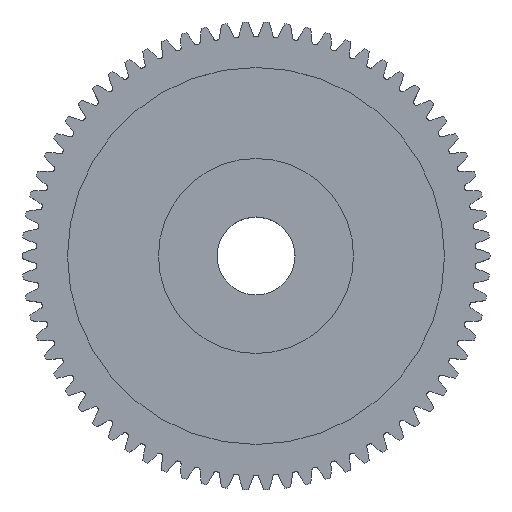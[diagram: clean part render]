
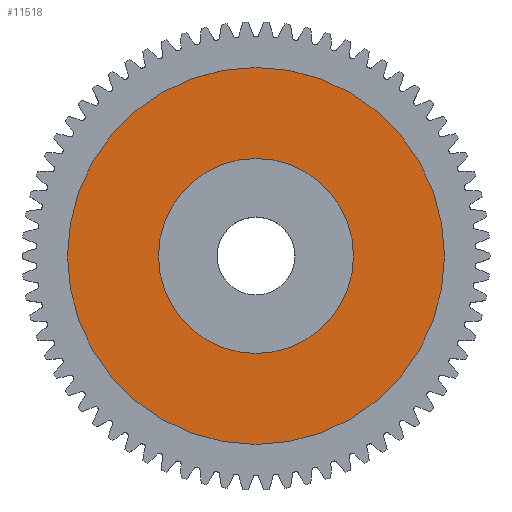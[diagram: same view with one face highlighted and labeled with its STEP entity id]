
A CAD part, top view. The second image highlights one B-rep face of the part: STEP entity #11518.
In plain terms, the highlighted planar face has unit normal (0, 0, 1).
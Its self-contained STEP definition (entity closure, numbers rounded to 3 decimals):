
#3407 = DIRECTION ( 'NONE',  ( -1., 0., 0. ) ) ;
#3408 = DIRECTION ( 'NONE',  ( 0., 0., -1. ) ) ;
#3409 = CARTESIAN_POINT ( 'NONE',  ( 0., 0., 2.5 ) ) ;
#3410 = AXIS2_PLACEMENT_3D ( 'NONE', #3409, #3408, #3407 ) ;
#3411 = CIRCLE ( 'NONE', #3410, 14.5 ) ;
#3465 = DIRECTION ( 'NONE',  ( -1., 0., 0. ) ) ;
#3466 = DIRECTION ( 'NONE',  ( 0., 0., -1. ) ) ;
#3467 = AXIS2_PLACEMENT_3D ( 'NONE', #3550, #3466, #3465 ) ;
#3472 = CIRCLE ( 'NONE', #3467, 7.5 ) ;
#3478 = DIRECTION ( 'NONE',  ( -1., 0., 0. ) ) ;
#3543 = DIRECTION ( 'NONE',  ( 0., 0., -1. ) ) ;
#3544 = CARTESIAN_POINT ( 'NONE',  ( 0., 0., 2.5 ) ) ;
#3545 = AXIS2_PLACEMENT_3D ( 'NONE', #3544, #3543, #3478 ) ;
#3550 = CARTESIAN_POINT ( 'NONE',  ( 0., 0., 2.5 ) ) ;
#3552 = FACE_OUTER_BOUND ( 'NONE', #11521, .T. ) ;
#3558 = PLANE ( 'NONE',  #3545 ) ;
#3565 = FACE_BOUND ( 'NONE', #11609, .T. ) ;
#8451 = VERTEX_POINT ( 'NONE', #15773 ) ;
#8463 = EDGE_CURVE ( 'NONE', #8451, #8464, #15816, .T. ) ;
#8464 = VERTEX_POINT ( 'NONE', #15811 ) ;
#8675 = EDGE_CURVE ( 'NONE', #8684, #8695, #16204, .T. ) ;
#8684 = VERTEX_POINT ( 'NONE', #16153 ) ;
#8695 = VERTEX_POINT ( 'NONE', #16247 ) ;
#11518 = ADVANCED_FACE ( 'NONE', ( #3565, #3552 ), #3558, .F. ) ;
#11520 = ORIENTED_EDGE ( 'NONE', *, *, #11540, .T. ) ;
#11521 = EDGE_LOOP ( 'NONE', ( #11522, #11611 ) ) ;
#11522 = ORIENTED_EDGE ( 'NONE', *, *, #11610, .F. ) ;
#11540 = EDGE_CURVE ( 'NONE', #8464, #8451, #3472, .T. ) ;
#11608 = ORIENTED_EDGE ( 'NONE', *, *, #8463, .T. ) ;
#11609 = EDGE_LOOP ( 'NONE', ( #11608, #11520 ) ) ;
#11610 = EDGE_CURVE ( 'NONE', #8695, #8684, #3411, .T. ) ;
#11611 = ORIENTED_EDGE ( 'NONE', *, *, #8675, .F. ) ;
#15767 = AXIS2_PLACEMENT_3D ( 'NONE', #15815, #15809, #15808 ) ;
#15773 = CARTESIAN_POINT ( 'NONE',  ( -7.5, 0., 2.5 ) ) ;
#15808 = DIRECTION ( 'NONE',  ( -1., 0., 0. ) ) ;
#15809 = DIRECTION ( 'NONE',  ( 0., 0., -1. ) ) ;
#15811 = CARTESIAN_POINT ( 'NONE',  ( 7.5, 0., 2.5 ) ) ;
#15815 = CARTESIAN_POINT ( 'NONE',  ( 0., 0., 2.5 ) ) ;
#15816 = CIRCLE ( 'NONE', #15767, 7.5 ) ;
#16153 = CARTESIAN_POINT ( 'NONE',  ( 14.5, 0., 2.5 ) ) ;
#16154 = DIRECTION ( 'NONE',  ( -1., 0., 0. ) ) ;
#16155 = DIRECTION ( 'NONE',  ( 0., 0., -1. ) ) ;
#16191 = CARTESIAN_POINT ( 'NONE',  ( 0., 0., 2.5 ) ) ;
#16204 = CIRCLE ( 'NONE', #16205, 14.5 ) ;
#16205 = AXIS2_PLACEMENT_3D ( 'NONE', #16191, #16155, #16154 ) ;
#16247 = CARTESIAN_POINT ( 'NONE',  ( -14.5, 0., 2.5 ) ) ;
